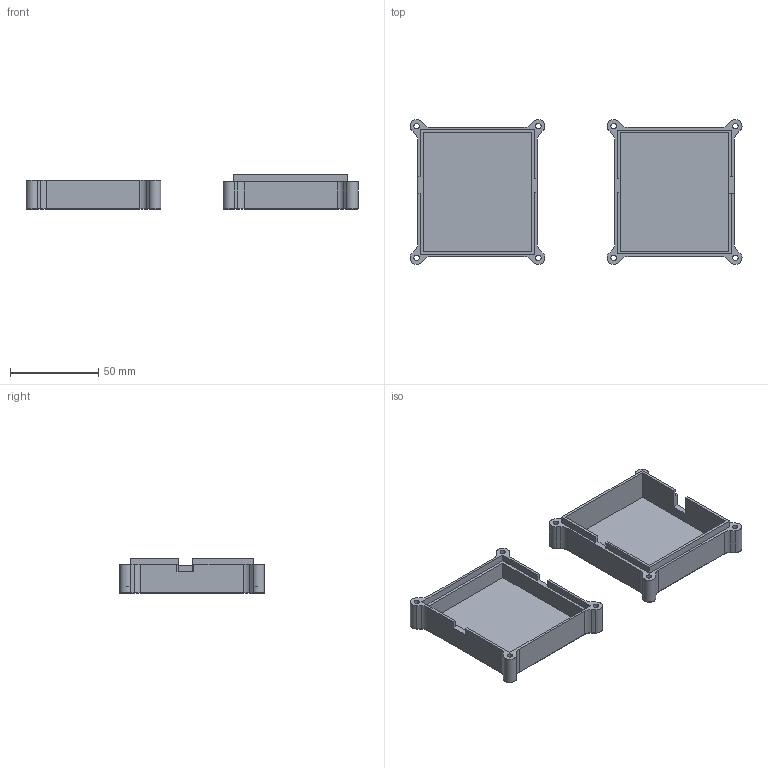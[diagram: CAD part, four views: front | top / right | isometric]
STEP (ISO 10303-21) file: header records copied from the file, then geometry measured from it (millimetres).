
FILE_DESCRIPTION(/* description */ (''),/* implementation_level */ '2;1');
FILE_NAME(/* name */ 'RGBW_CASE.step',/* time_stamp */ '2020-10-18T20:31:46-04:00',/* author */ (''),/* organization */ (''),/* preprocessor_version */ 'ST-DEVELOPER v18.1',/* originating_system */ 'Autodesk Translation Framework v9.3.0.1241',/* authorisation */ '');
FILE_SCHEMA (('AUTOMOTIVE_DESIGN { 1 0 10303 214 3 1 1 }'));
Length unit declared in the file: millimetre
Products named in the file (1): RGBW_CASE
Bounding box: 187.83 x 81.94 x 19.5 mm (x, y, z)
Volume: 49982.2 mm3; surface area: 40932.9 mm2
Topology: 2 solids, 2 shells, 255 faces, 669 edges, 430 vertices
Faces by surface type: plane 113, cylinder 60, bspline 58, torus 24
Full cylindrical faces by diameter (mm): 3.1 x8, 6 x4
Entity records: 8407 total; most frequent: CARTESIAN_POINT 2341, ORIENTED_EDGE 1338, DIRECTION 1093, EDGE_CURVE 669, VERTEX_POINT 430, LINE 409, VECTOR 409, AXIS2_PLACEMENT_3D 342
